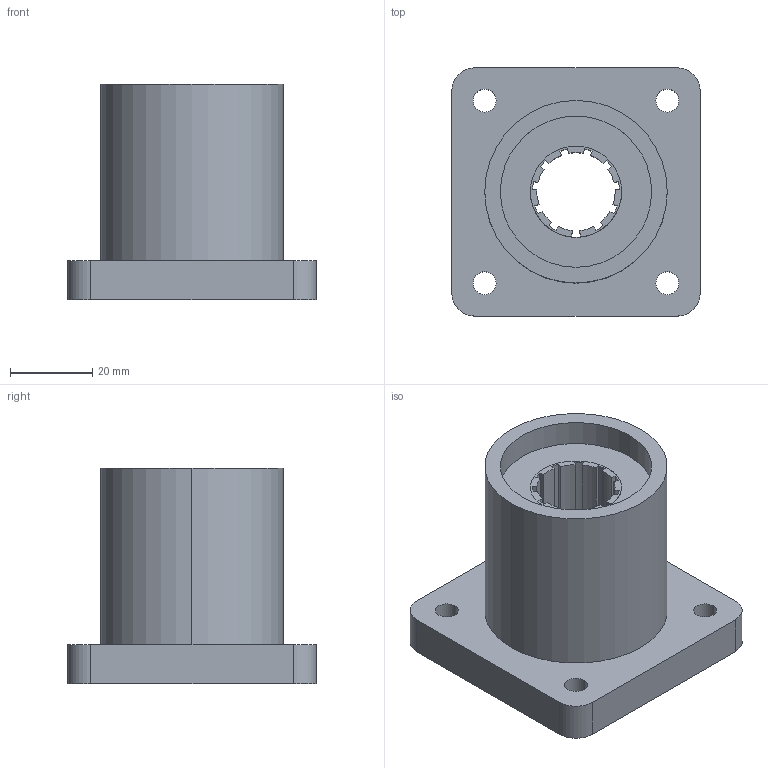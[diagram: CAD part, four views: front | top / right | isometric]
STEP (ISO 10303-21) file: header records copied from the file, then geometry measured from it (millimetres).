
FILE_DESCRIPTION (( 'STEP AP214' ), '1' );
FILE_NAME ('A-FJUI-13-12.step', '2017-11-29T20:13:42', ( '' ), ( '' ), 'SwSTEP 2.0', 'SolidWorks 2017', '' );
FILE_SCHEMA (( 'AUTOMOTIVE_DESIGN' ));
Length unit declared in the file: inch
Products named in the file (1): A-FJUI-13-12
Bounding box: 60.45 x 60.45 x 52.5 mm (x, y, z)
Volume: 74834 mm3; surface area: 25857.7 mm2
Topology: 2 solids, 2 shells, 135 faces, 360 edges, 240 vertices
Faces by surface type: plane 76, cylinder 59
Entity records: 6132 total; most frequent: CARTESIAN_POINT 790, DIRECTION 772, ORIENTED_EDGE 720, EDGE_CURVE 360, AXIS2_PLACEMENT_3D 278, VERTEX_POINT 240, LINE 216, VECTOR 216
